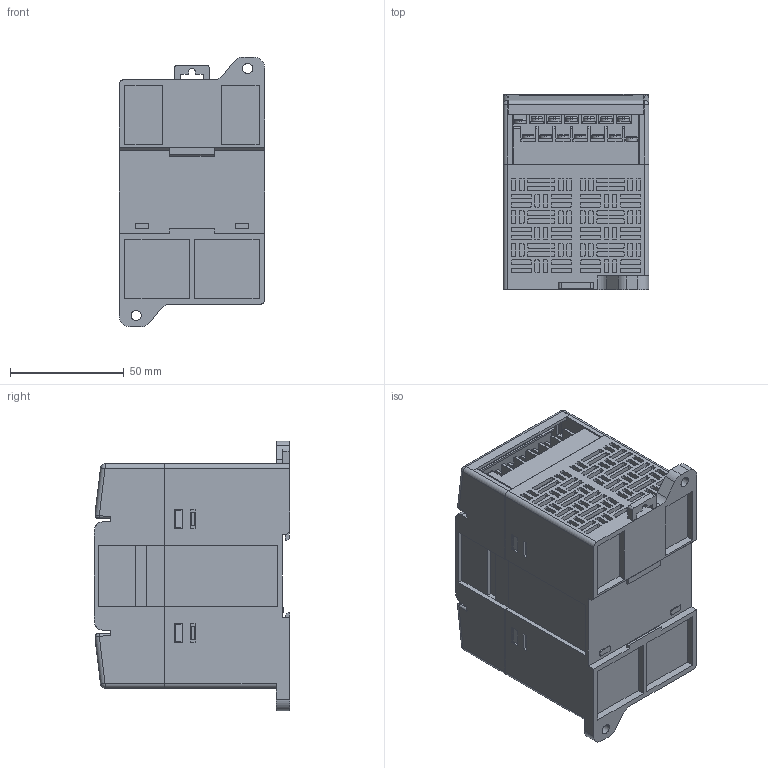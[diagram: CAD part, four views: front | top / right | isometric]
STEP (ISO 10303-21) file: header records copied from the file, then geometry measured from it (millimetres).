
FILE_DESCRIPTION((''),'2;1');
FILE_NAME('SCU-16_ASM','2024-11-28T10:31:12',('Lenovo'),(''),'CREO PARAMETRIC BY PTC INC, 2020033','CREO PARAMETRIC BY PTC INC, 2020033','');
FILE_SCHEMA(('CONFIG_CONTROL_DESIGN'));
Products named in the file (4): SCU-16MK; MP-16MK-GB02; MP-16MK-GB01; SCU-16_ASM
Assembly tree (4 placements, depth 2):
  SCU-16_ASM
    SCU-16MK
    MP-16MK-GB02
    MP-16MK-GB01  x2
Bounding box: 64.06 x 85.95 x 118.5 mm (x, y, z)
Volume: 474490.4 mm3; surface area: 85700.9 mm2
Topology: 4 solids, 4 shells, 2936 faces, 7873 edges, 5218 vertices
Faces by surface type: plane 1992, extrusion 576, cylinder 284, torus 72, bspline 8, sphere 4
Entity records: 99566 total; most frequent: CARTESIAN_POINT 30286, ORIENTED_EDGE 15338, DIRECTION 11899, EDGE_CURVE 7669, VECTOR 5943, LINE 5367, VERTEX_POINT 5082, EDGE_LOOP 3151
